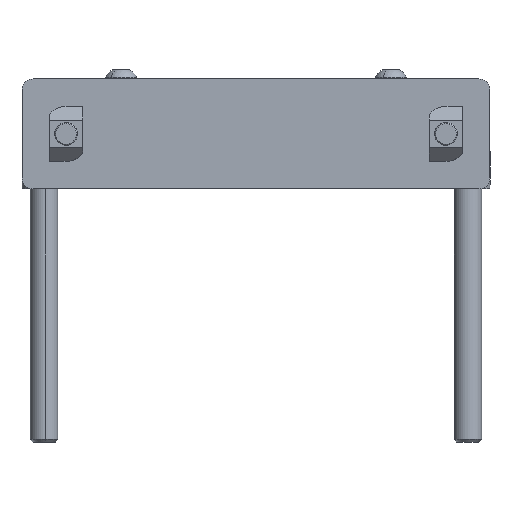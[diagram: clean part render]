
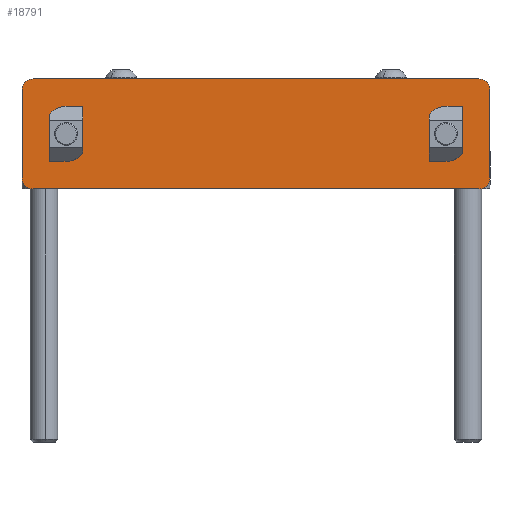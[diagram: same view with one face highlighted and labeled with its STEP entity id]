
A CAD part, front view. The second image highlights one B-rep face of the part: STEP entity #18791.
In plain terms, the highlighted planar face has unit normal (0, -1, 0).
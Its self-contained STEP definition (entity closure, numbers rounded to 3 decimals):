
#20 = LINE ( 'NONE', #16798, #24366 ) ;
#413 = ORIENTED_EDGE ( 'NONE', *, *, #1837, .T. ) ;
#621 = CARTESIAN_POINT ( 'NONE',  ( 77., 0., -12.65 ) ) ;
#1262 = DIRECTION ( 'NONE',  ( 0., -1., 0. ) ) ;
#1751 = CARTESIAN_POINT ( 'NONE',  ( 85., 0., 0. ) ) ;
#1837 = EDGE_CURVE ( 'NONE', #32481, #24174, #14727, .T. ) ;
#1868 = VERTEX_POINT ( 'NONE', #17096 ) ;
#2216 = CARTESIAN_POINT ( 'NONE',  ( 77., 0., -7.35 ) ) ;
#2853 = VERTEX_POINT ( 'NONE', #621 ) ;
#2855 = CARTESIAN_POINT ( 'NONE',  ( 85., 0., -2. ) ) ;
#3259 = VERTEX_POINT ( 'NONE', #36047 ) ;
#3559 = CARTESIAN_POINT ( 'NONE',  ( 77., 0., -10. ) ) ;
#3908 = DIRECTION ( 'NONE',  ( 0., 0., -1. ) ) ;
#3961 = EDGE_LOOP ( 'NONE', ( #32442, #9182 ) ) ;
#4038 = DIRECTION ( 'NONE',  ( 0., 0., -1. ) ) ;
#4203 = EDGE_CURVE ( 'NONE', #28087, #3259, #34755, .T. ) ;
#4232 = EDGE_CURVE ( 'NONE', #2853, #26293, #31748, .T. ) ;
#5115 = VERTEX_POINT ( 'NONE', #25479 ) ;
#6761 = LINE ( 'NONE', #23881, #13746 ) ;
#6846 = LINE ( 'NONE', #1751, #15577 ) ;
#7966 = EDGE_CURVE ( 'NONE', #3259, #28087, #8309, .T. ) ;
#8061 = DIRECTION ( 'NONE',  ( 0., 1., 0. ) ) ;
#8309 = CIRCLE ( 'NONE', #29327, 2.65 ) ;
#8576 = DIRECTION ( 'NONE',  ( 0., 0., -1. ) ) ;
#9182 = ORIENTED_EDGE ( 'NONE', *, *, #34302, .T. ) ;
#9978 = EDGE_CURVE ( 'NONE', #32481, #5115, #6846, .T. ) ;
#11260 = CARTESIAN_POINT ( 'NONE',  ( 83., 0., -2. ) ) ;
#13114 = AXIS2_PLACEMENT_3D ( 'NONE', #18695, #15870, #27326 ) ;
#13277 = EDGE_CURVE ( 'NONE', #22682, #33129, #35131, .T. ) ;
#13645 = CARTESIAN_POINT ( 'NONE',  ( 0., 0., -2. ) ) ;
#13746 = VECTOR ( 'NONE', #15787, 1000. ) ;
#13978 = ORIENTED_EDGE ( 'NONE', *, *, #4203, .T. ) ;
#14712 = AXIS2_PLACEMENT_3D ( 'NONE', #24377, #1262, #3908 ) ;
#14727 = CIRCLE ( 'NONE', #19534, 2. ) ;
#15395 = ORIENTED_EDGE ( 'NONE', *, *, #23264, .T. ) ;
#15577 = VECTOR ( 'NONE', #4038, 1000. ) ;
#15697 = DIRECTION ( 'NONE',  ( 0., 1., 0. ) ) ;
#15787 = DIRECTION ( 'NONE',  ( -1., 0., 0. ) ) ;
#15870 = DIRECTION ( 'NONE',  ( 0., 1., 0. ) ) ;
#16531 = VERTEX_POINT ( 'NONE', #26007 ) ;
#16798 = CARTESIAN_POINT ( 'NONE',  ( 0., 0., 0. ) ) ;
#17051 = DIRECTION ( 'NONE',  ( 0., -1., 0. ) ) ;
#17096 = CARTESIAN_POINT ( 'NONE',  ( 2., 0., -20. ) ) ;
#18049 = DIRECTION ( 'NONE',  ( 0., 1., 0. ) ) ;
#18132 = ORIENTED_EDGE ( 'NONE', *, *, #18643, .T. ) ;
#18328 = CARTESIAN_POINT ( 'NONE',  ( 8., 0., -10. ) ) ;
#18643 = EDGE_CURVE ( 'NONE', #16531, #5115, #26108, .T. ) ;
#18695 = CARTESIAN_POINT ( 'NONE',  ( 77., 0., -10. ) ) ;
#18760 = DIRECTION ( 'NONE',  ( 0., -1., 0. ) ) ;
#18791 = ADVANCED_FACE ( 'NONE', ( #32581, #25892, #29570 ), #28688, .T. ) ;
#19534 = AXIS2_PLACEMENT_3D ( 'NONE', #11260, #31365, #34369 ) ;
#19544 = DIRECTION ( 'NONE',  ( 0., 0., 1. ) ) ;
#19687 = VECTOR ( 'NONE', #33406, 1000. ) ;
#20785 = ORIENTED_EDGE ( 'NONE', *, *, #7966, .T. ) ;
#21590 = DIRECTION ( 'NONE',  ( 0., 0., -1. ) ) ;
#21602 = CARTESIAN_POINT ( 'NONE',  ( 8., 0., -12.65 ) ) ;
#21606 = EDGE_CURVE ( 'NONE', #22682, #24174, #20, .T. ) ;
#21834 = CARTESIAN_POINT ( 'NONE',  ( 83., 0., 0. ) ) ;
#21961 = CARTESIAN_POINT ( 'NONE',  ( 0., 0., 0. ) ) ;
#22274 = ORIENTED_EDGE ( 'NONE', *, *, #13277, .T. ) ;
#22546 = CARTESIAN_POINT ( 'NONE',  ( 8., 0., -10. ) ) ;
#22682 = VERTEX_POINT ( 'NONE', #32030 ) ;
#22689 = CIRCLE ( 'NONE', #31697, 2.65 ) ;
#22971 = VERTEX_POINT ( 'NONE', #34052 ) ;
#23264 = EDGE_CURVE ( 'NONE', #22971, #1868, #30424, .T. ) ;
#23754 = CARTESIAN_POINT ( 'NONE',  ( 0., 0., 0. ) ) ;
#23881 = CARTESIAN_POINT ( 'NONE',  ( 0., 0., -20. ) ) ;
#24174 = VERTEX_POINT ( 'NONE', #21834 ) ;
#24366 = VECTOR ( 'NONE', #28801, 1000. ) ;
#24377 = CARTESIAN_POINT ( 'NONE',  ( 2., 0., -2. ) ) ;
#25479 = CARTESIAN_POINT ( 'NONE',  ( 85., 0., -18. ) ) ;
#25549 = EDGE_LOOP ( 'NONE', ( #36434, #15395, #36536, #18132, #35944, #413, #33481, #22274 ) ) ;
#25892 = FACE_OUTER_BOUND ( 'NONE', #25549, .T. ) ;
#26007 = CARTESIAN_POINT ( 'NONE',  ( 83., 0., -20. ) ) ;
#26108 = CIRCLE ( 'NONE', #30292, 2. ) ;
#26293 = VERTEX_POINT ( 'NONE', #2216 ) ;
#26845 = CARTESIAN_POINT ( 'NONE',  ( 83., 0., -18. ) ) ;
#27326 = DIRECTION ( 'NONE',  ( 0., 0., 1. ) ) ;
#28087 = VERTEX_POINT ( 'NONE', #21602 ) ;
#28688 = PLANE ( 'NONE',  #30886 ) ;
#28801 = DIRECTION ( 'NONE',  ( 1., 0., 0. ) ) ;
#29300 = DIRECTION ( 'NONE',  ( 0., 0., 1. ) ) ;
#29327 = AXIS2_PLACEMENT_3D ( 'NONE', #22546, #8061, #19544 ) ;
#29570 = FACE_BOUND ( 'NONE', #30108, .T. ) ;
#29838 = AXIS2_PLACEMENT_3D ( 'NONE', #37215, #36458, #34381 ) ;
#30108 = EDGE_LOOP ( 'NONE', ( #13978, #20785 ) ) ;
#30292 = AXIS2_PLACEMENT_3D ( 'NONE', #26845, #18760, #21590 ) ;
#30424 = CIRCLE ( 'NONE', #29838, 2. ) ;
#30886 = AXIS2_PLACEMENT_3D ( 'NONE', #23754, #17051, #8576 ) ;
#31365 = DIRECTION ( 'NONE',  ( 0., -1., 0. ) ) ;
#31697 = AXIS2_PLACEMENT_3D ( 'NONE', #3559, #18049, #29300 ) ;
#31748 = CIRCLE ( 'NONE', #13114, 2.65 ) ;
#32030 = CARTESIAN_POINT ( 'NONE',  ( 2., 0., 0. ) ) ;
#32442 = ORIENTED_EDGE ( 'NONE', *, *, #4232, .T. ) ;
#32481 = VERTEX_POINT ( 'NONE', #2855 ) ;
#32581 = FACE_BOUND ( 'NONE', #3961, .T. ) ;
#33053 = LINE ( 'NONE', #21961, #19687 ) ;
#33129 = VERTEX_POINT ( 'NONE', #13645 ) ;
#33151 = DIRECTION ( 'NONE',  ( 0., 0., 1. ) ) ;
#33406 = DIRECTION ( 'NONE',  ( 0., 0., 1. ) ) ;
#33481 = ORIENTED_EDGE ( 'NONE', *, *, #21606, .F. ) ;
#34052 = CARTESIAN_POINT ( 'NONE',  ( 0., 0., -18. ) ) ;
#34302 = EDGE_CURVE ( 'NONE', #26293, #2853, #22689, .T. ) ;
#34328 = EDGE_CURVE ( 'NONE', #22971, #33129, #33053, .T. ) ;
#34369 = DIRECTION ( 'NONE',  ( 0., 0., -1. ) ) ;
#34381 = DIRECTION ( 'NONE',  ( 0., 0., -1. ) ) ;
#34755 = CIRCLE ( 'NONE', #35362, 2.65 ) ;
#35131 = CIRCLE ( 'NONE', #14712, 2. ) ;
#35362 = AXIS2_PLACEMENT_3D ( 'NONE', #18328, #15697, #33151 ) ;
#35944 = ORIENTED_EDGE ( 'NONE', *, *, #9978, .F. ) ;
#36047 = CARTESIAN_POINT ( 'NONE',  ( 8., 0., -7.35 ) ) ;
#36434 = ORIENTED_EDGE ( 'NONE', *, *, #34328, .F. ) ;
#36458 = DIRECTION ( 'NONE',  ( 0., -1., 0. ) ) ;
#36536 = ORIENTED_EDGE ( 'NONE', *, *, #36577, .F. ) ;
#36577 = EDGE_CURVE ( 'NONE', #16531, #1868, #6761, .T. ) ;
#37215 = CARTESIAN_POINT ( 'NONE',  ( 2., 0., -18. ) ) ;
